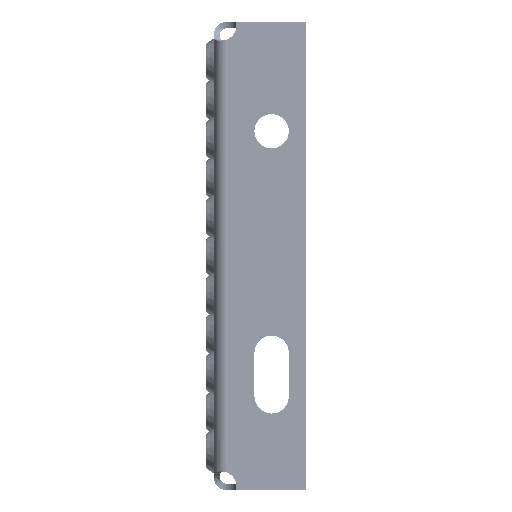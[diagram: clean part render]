
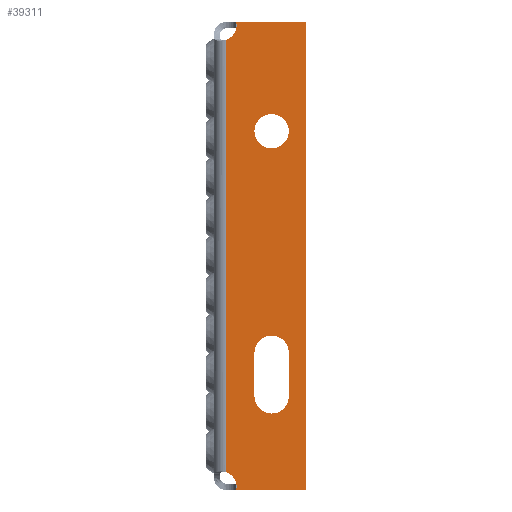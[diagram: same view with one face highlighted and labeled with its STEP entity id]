
A CAD part, left-side view. The second image highlights one B-rep face of the part: STEP entity #39311.
In plain terms, the highlighted planar face has unit normal (-1, 0, 0).
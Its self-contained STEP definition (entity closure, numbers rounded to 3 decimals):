
#261 = DIRECTION ( 'NONE',  ( 1., 0., 0. ) ) ;
#1225 = LINE ( 'NONE', #46415, #65524 ) ;
#2546 = CARTESIAN_POINT ( 'NONE',  ( -250., -18.498, 40. ) ) ;
#2858 = EDGE_LOOP ( 'NONE', ( #11483, #29094 ) ) ;
#3128 = CARTESIAN_POINT ( 'NONE',  ( -250., -4., -69.302 ) ) ;
#3273 = AXIS2_PLACEMENT_3D ( 'NONE', #37565, #261, #43832 ) ;
#3658 = EDGE_CURVE ( 'NONE', #32472, #6884, #62264, .T. ) ;
#4356 = CARTESIAN_POINT ( 'NONE',  ( -250., -4., 69.302 ) ) ;
#4413 = ORIENTED_EDGE ( 'NONE', *, *, #48259, .F. ) ;
#6632 = VERTEX_POINT ( 'NONE', #78508 ) ;
#6884 = VERTEX_POINT ( 'NONE', #68656 ) ;
#8824 = DIRECTION ( 'NONE',  ( 0., -1., 0. ) ) ;
#9589 = CIRCLE ( 'NONE', #61963, 5.5 ) ;
#9639 = VERTEX_POINT ( 'NONE', #4356 ) ;
#10763 = VERTEX_POINT ( 'NONE', #14366 ) ;
#11483 = ORIENTED_EDGE ( 'NONE', *, *, #59592, .F. ) ;
#11766 = EDGE_CURVE ( 'NONE', #35330, #61613, #33295, .T. ) ;
#12814 = FACE_OUTER_BOUND ( 'NONE', #40305, .T. ) ;
#12856 = VECTOR ( 'NONE', #35810, 1000. ) ;
#13183 = AXIS2_PLACEMENT_3D ( 'NONE', #35387, #79012, #41684 ) ;
#14366 = CARTESIAN_POINT ( 'NONE',  ( -250., -7.187, -75. ) ) ;
#14774 = FACE_BOUND ( 'NONE', #43628, .T. ) ;
#14833 = ORIENTED_EDGE ( 'NONE', *, *, #3658, .F. ) ;
#17790 = DIRECTION ( 'NONE',  ( -1., 0., 0. ) ) ;
#18536 = DIRECTION ( 'NONE',  ( 0., -1., 0. ) ) ;
#19102 = DIRECTION ( 'NONE',  ( 0., 1., 0. ) ) ;
#20602 = ORIENTED_EDGE ( 'NONE', *, *, #76537, .F. ) ;
#21506 = AXIS2_PLACEMENT_3D ( 'NONE', #66888, #29528, #73169 ) ;
#23071 = ORIENTED_EDGE ( 'NONE', *, *, #38561, .F. ) ;
#24560 = ORIENTED_EDGE ( 'NONE', *, *, #35735, .T. ) ;
#24743 = CARTESIAN_POINT ( 'NONE',  ( -250., -29.498, -75. ) ) ;
#26804 = DIRECTION ( 'NONE',  ( -1., 0., 0. ) ) ;
#27723 = VERTEX_POINT ( 'NONE', #24743 ) ;
#28455 = VECTOR ( 'NONE', #46609, 1000. ) ;
#29094 = ORIENTED_EDGE ( 'NONE', *, *, #29665, .F. ) ;
#29528 = DIRECTION ( 'NONE',  ( -1., 0., 0. ) ) ;
#29665 = EDGE_CURVE ( 'NONE', #31182, #67124, #9589, .T. ) ;
#31182 = VERTEX_POINT ( 'NONE', #56751 ) ;
#31721 = CIRCLE ( 'NONE', #54377, 5. ) ;
#32472 = VERTEX_POINT ( 'NONE', #66712 ) ;
#33032 = EDGE_CURVE ( 'NONE', #6884, #62037, #76229, .T. ) ;
#33295 = LINE ( 'NONE', #75167, #79129 ) ;
#35330 = VERTEX_POINT ( 'NONE', #72855 ) ;
#35387 = CARTESIAN_POINT ( 'NONE',  ( -250., -18.498, -31. ) ) ;
#35735 = EDGE_CURVE ( 'NONE', #27723, #35330, #76245, .T. ) ;
#35810 = DIRECTION ( 'NONE',  ( 0., 0., 1. ) ) ;
#36508 = AXIS2_PLACEMENT_3D ( 'NONE', #55091, #17790, #61354 ) ;
#36518 = CARTESIAN_POINT ( 'NONE',  ( -250., -2.288, -74. ) ) ;
#37263 = CARTESIAN_POINT ( 'NONE',  ( -250., -7.187, -75. ) ) ;
#37565 = CARTESIAN_POINT ( 'NONE',  ( -250., -2.288, 74. ) ) ;
#38561 = EDGE_CURVE ( 'NONE', #62037, #6632, #1225, .T. ) ;
#39311 = ADVANCED_FACE ( 'NONE', ( #14774, #79060, #12814 ), #42546, .T. ) ;
#39639 = CARTESIAN_POINT ( 'NONE',  ( -250., -12.998, 40. ) ) ;
#39771 = CARTESIAN_POINT ( 'NONE',  ( -250., -7.187, 75. ) ) ;
#40305 = EDGE_LOOP ( 'NONE', ( #20602, #49861, #65301, #24560, #80888, #46399 ) ) ;
#41684 = DIRECTION ( 'NONE',  ( 0., -1., 0. ) ) ;
#42398 = CIRCLE ( 'NONE', #3273, 5. ) ;
#42546 = PLANE ( 'NONE',  #36508 ) ;
#42789 = DIRECTION ( 'NONE',  ( 0., 0., 1. ) ) ;
#43628 = EDGE_LOOP ( 'NONE', ( #4413, #23071, #44478, #14833 ) ) ;
#43706 = VECTOR ( 'NONE', #55920, 1000. ) ;
#43832 = DIRECTION ( 'NONE',  ( 0., 0., 1. ) ) ;
#44478 = ORIENTED_EDGE ( 'NONE', *, *, #33032, .F. ) ;
#46105 = DIRECTION ( 'NONE',  ( -1., 0., 0. ) ) ;
#46274 = LINE ( 'NONE', #37263, #77457 ) ;
#46399 = ORIENTED_EDGE ( 'NONE', *, *, #48474, .T. ) ;
#46415 = CARTESIAN_POINT ( 'NONE',  ( -250., -23.998, -74. ) ) ;
#46609 = DIRECTION ( 'NONE',  ( 0., 0., 1. ) ) ;
#48259 = EDGE_CURVE ( 'NONE', #6632, #32472, #72667, .T. ) ;
#48474 = EDGE_CURVE ( 'NONE', #61613, #9639, #42398, .T. ) ;
#49861 = ORIENTED_EDGE ( 'NONE', *, *, #80046, .T. ) ;
#53079 = VERTEX_POINT ( 'NONE', #3128 ) ;
#54377 = AXIS2_PLACEMENT_3D ( 'NONE', #36518, #80118, #42789 ) ;
#55091 = CARTESIAN_POINT ( 'NONE',  ( -250., -2.288, -74. ) ) ;
#55920 = DIRECTION ( 'NONE',  ( 0., 0., -1. ) ) ;
#56751 = CARTESIAN_POINT ( 'NONE',  ( -250., -23.998, 40. ) ) ;
#58885 = CARTESIAN_POINT ( 'NONE',  ( -250., -29.498, -75. ) ) ;
#59592 = EDGE_CURVE ( 'NONE', #67124, #31182, #71123, .T. ) ;
#61354 = DIRECTION ( 'NONE',  ( 0., 0., 1. ) ) ;
#61613 = VERTEX_POINT ( 'NONE', #39771 ) ;
#61963 = AXIS2_PLACEMENT_3D ( 'NONE', #2546, #46105, #8824 ) ;
#62037 = VERTEX_POINT ( 'NONE', #69138 ) ;
#62264 = LINE ( 'NONE', #74721, #43706 ) ;
#64103 = CARTESIAN_POINT ( 'NONE',  ( -250., -18.498, 40. ) ) ;
#65301 = ORIENTED_EDGE ( 'NONE', *, *, #71040, .T. ) ;
#65524 = VECTOR ( 'NONE', #71481, 1000. ) ;
#66712 = CARTESIAN_POINT ( 'NONE',  ( -250., -12.998, -31. ) ) ;
#66734 = AXIS2_PLACEMENT_3D ( 'NONE', #64103, #26804, #70386 ) ;
#66888 = CARTESIAN_POINT ( 'NONE',  ( -250., -18.498, -45. ) ) ;
#67124 = VERTEX_POINT ( 'NONE', #39639 ) ;
#67166 = CARTESIAN_POINT ( 'NONE',  ( -250., -4., -74. ) ) ;
#68656 = CARTESIAN_POINT ( 'NONE',  ( -250., -12.998, -45. ) ) ;
#69138 = CARTESIAN_POINT ( 'NONE',  ( -250., -23.998, -45. ) ) ;
#70386 = DIRECTION ( 'NONE',  ( 0., -1., 0. ) ) ;
#71040 = EDGE_CURVE ( 'NONE', #10763, #27723, #46274, .T. ) ;
#71123 = CIRCLE ( 'NONE', #66734, 5.5 ) ;
#71481 = DIRECTION ( 'NONE',  ( 0., 0., 1. ) ) ;
#72667 = CIRCLE ( 'NONE', #13183, 5.5 ) ;
#72855 = CARTESIAN_POINT ( 'NONE',  ( -250., -29.498, 75. ) ) ;
#73169 = DIRECTION ( 'NONE',  ( 0., -1., 0. ) ) ;
#74721 = CARTESIAN_POINT ( 'NONE',  ( -250., -12.998, -74. ) ) ;
#75167 = CARTESIAN_POINT ( 'NONE',  ( -250., -29.498, 75. ) ) ;
#76229 = CIRCLE ( 'NONE', #21506, 5.5 ) ;
#76245 = LINE ( 'NONE', #58885, #28455 ) ;
#76537 = EDGE_CURVE ( 'NONE', #53079, #9639, #79098, .T. ) ;
#77457 = VECTOR ( 'NONE', #18536, 1000. ) ;
#78508 = CARTESIAN_POINT ( 'NONE',  ( -250., -23.998, -31. ) ) ;
#79012 = DIRECTION ( 'NONE',  ( -1., 0., 0. ) ) ;
#79060 = FACE_BOUND ( 'NONE', #2858, .T. ) ;
#79098 = LINE ( 'NONE', #67166, #12856 ) ;
#79129 = VECTOR ( 'NONE', #19102, 1000. ) ;
#80046 = EDGE_CURVE ( 'NONE', #53079, #10763, #31721, .T. ) ;
#80118 = DIRECTION ( 'NONE',  ( 1., 0., 0. ) ) ;
#80888 = ORIENTED_EDGE ( 'NONE', *, *, #11766, .T. ) ;
